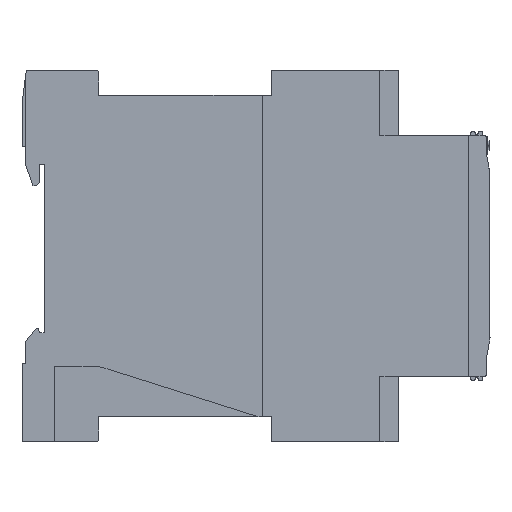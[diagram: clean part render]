
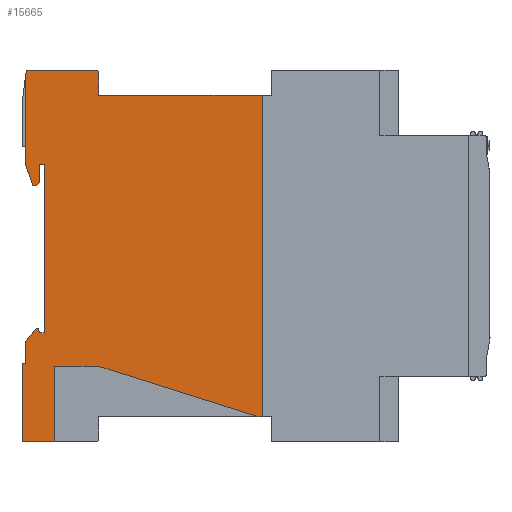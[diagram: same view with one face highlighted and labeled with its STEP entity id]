
A CAD part, left-side view. The second image highlights one B-rep face of the part: STEP entity #15665.
In plain terms, the highlighted planar face has unit normal (-1, 0, 0).
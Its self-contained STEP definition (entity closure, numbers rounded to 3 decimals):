
#7809=EDGE_CURVE('',#7923,#12237,#22848,.T.);
#7923=VERTEX_POINT('',#22971);
#8021=EDGE_CURVE('',#18253,#16033,#23077,.T.);
#8217=EDGE_CURVE('',#21985,#13291,#23289,.T.);
#8249=EDGE_CURVE('',#13955,#19113,#23324,.T.);
#8437=VERTEX_POINT('',#23523);
#8821=EDGE_CURVE('',#9865,#10965,#23954,.T.);
#9193=EDGE_CURVE('',#13499,#9865,#24352,.T.);
#9659=EDGE_CURVE('',#11083,#21037,#24894,.T.);
#9865=VERTEX_POINT('',#25117);
#10443=VERTEX_POINT('',#25747);
#10667=EDGE_CURVE('',#16033,#12237,#25986,.T.);
#10823=EDGE_CURVE('',#10965,#19847,#26158,.T.);
#10965=VERTEX_POINT('',#26315);
#11083=VERTEX_POINT('',#26449);
#11129=VERTEX_POINT('',#26499);
#11185=VERTEX_POINT('',#26557);
#11395=EDGE_CURVE('',#14275,#7923,#26783,.T.);
#11659=VERTEX_POINT('',#27071);
#11891=EDGE_CURVE('',#15917,#12055,#27326,.T.);
#11949=VERTEX_POINT('',#27390);
#11967=EDGE_CURVE('',#21985,#10443,#27409,.T.);
#11971=EDGE_CURVE('',#22181,#19075,#27413,.T.);
#12055=VERTEX_POINT('',#27505);
#12237=VERTEX_POINT('',#27706);
#12529=VERTEX_POINT('',#28029);
#12607=EDGE_CURVE('',#13291,#11083,#28113,.T.);
#13123=EDGE_CURVE('',#14141,#13955,#28674,.T.);
#13291=VERTEX_POINT('',#28857);
#13341=EDGE_CURVE('',#10443,#12529,#28910,.T.);
#13499=VERTEX_POINT('',#29077);
#13955=VERTEX_POINT('',#29584);
#13997=EDGE_CURVE('',#11129,#20985,#29629,.T.);
#14141=VERTEX_POINT('',#29789);
#14275=VERTEX_POINT('',#29933);
#14747=EDGE_CURVE('',#16771,#11185,#30454,.T.);
#15061=EDGE_CURVE('',#20985,#16771,#30800,.T.);
#15665=ADVANCED_FACE('',(#31452),#31453,.F.);
#15871=VERTEX_POINT('',#31673);
#15917=VERTEX_POINT('',#31724);
#16033=VERTEX_POINT('',#31857);
#16309=EDGE_CURVE('',#15917,#11949,#32157,.T.);
#16771=VERTEX_POINT('',#32655);
#17085=EDGE_CURVE('',#12529,#8437,#33001,.T.);
#17305=EDGE_CURVE('',#21037,#11659,#33244,.T.);
#17461=EDGE_CURVE('',#19361,#12055,#33419,.T.);
#18253=VERTEX_POINT('',#34290);
#19075=VERTEX_POINT('',#35184);
#19113=VERTEX_POINT('',#35228);
#19123=EDGE_CURVE('',#11185,#22181,#35238,.T.);
#19361=VERTEX_POINT('',#35502);
#19415=EDGE_CURVE('',#19113,#11129,#35558,.T.);
#19677=EDGE_CURVE('',#11659,#14141,#35840,.T.);
#19739=EDGE_CURVE('',#19847,#18253,#35909,.T.);
#19765=EDGE_CURVE('',#19075,#19361,#35935,.T.);
#19847=VERTEX_POINT('',#36028);
#20985=VERTEX_POINT('',#37270);
#21031=EDGE_CURVE('',#11949,#13499,#37325,.T.);
#21037=VERTEX_POINT('',#37331);
#21985=VERTEX_POINT('',#38352);
#22181=VERTEX_POINT('',#38571);
#22191=EDGE_CURVE('',#15871,#14275,#38582,.T.);
#22421=EDGE_CURVE('',#8437,#15871,#38841,.T.);
#22848=CIRCLE('',#39394,0.2);
#22971=CARTESIAN_POINT('',(-22.5,-53.871,-36.191));
#23077=LINE('',#39788,#39789);
#23289=LINE('',#40080,#40081);
#23324=LINE('',#40131,#40132);
#23523=CARTESIAN_POINT('',(-22.5,-7.7,-24.7));
#23954=LINE('',#41056,#41057);
#24352=CIRCLE('',#41777,0.6);
#24894=LINE('',#42606,#42607);
#25117=CARTESIAN_POINT('',(-22.5,-17.5,42.4));
#25747=CARTESIAN_POINT('',(-22.5,-7.5,-41.4));
#25986=LINE('',#44250,#44251);
#26158=CIRCLE('',#44533,0.2);
#26315=CARTESIAN_POINT('',(-22.5,-17.5,37.4));
#26449=CARTESIAN_POINT('',(-22.5,0.0,-24.05));
#26499=CARTESIAN_POINT('',(-22.5,-5.1,-17.05));
#26557=CARTESIAN_POINT('',(-22.5,-3.9,20.95));
#26783=LINE('',#45464,#45465);
#27071=CARTESIAN_POINT('',(-22.5,-0.8,-19.05));
#27326=LINE('',#46212,#46213);
#27390=CARTESIAN_POINT('',(-22.5,-1.,43.0));
#27409=CIRCLE('',#46322,0.6);
#27413=LINE('',#46329,#46330);
#27505=CARTESIAN_POINT('',(-22.5,-0.8,21.45));
#27706=CARTESIAN_POINT('',(-22.5,-53.931,-36.2));
#28029=CARTESIAN_POINT('',(-22.5,-7.5,-24.9));
#28113=LINE('',#47432,#47433);
#28674=LINE('',#48318,#48319);
#28857=CARTESIAN_POINT('',(-22.5,0.0,-42.0));
#28910=LINE('',#48648,#48649);
#29077=CARTESIAN_POINT('',(-22.5,-16.9,43.0));
#29584=CARTESIAN_POINT('',(-22.5,-3.732,-16.05));
#29629=LINE('',#49738,#49739);
#29789=CARTESIAN_POINT('',(-22.5,-3.232,-16.05));
#29933=CARTESIAN_POINT('',(-22.5,-17.588,-24.728));
#30454=CIRCLE('',#50986,0.5);
#30800=LINE('',#51488,#51489);
#31452=FACE_OUTER_BOUND('',#52498,.T.);
#31453=PLANE('',#52499);
#31673=CARTESIAN_POINT('',(-22.5,-17.407,-24.7));
#31724=CARTESIAN_POINT('',(-22.5,-0.8,41.481));
#31857=CARTESIAN_POINT('',(-22.5,-54.9,-36.2));
#32157=LINE('',#53482,#53483);
#32655=CARTESIAN_POINT('',(-22.5,-4.4,21.45));
#33001=CIRCLE('',#54735,0.2);
#33244=LINE('',#55099,#55100);
#33419=LINE('',#55347,#55348);
#34290=CARTESIAN_POINT('',(-22.5,-54.9,37.2));
#35184=CARTESIAN_POINT('',(-22.5,-3.4,16.55));
#35228=CARTESIAN_POINT('',(-22.5,-4.0,-17.05));
#35238=LINE('',#57993,#57994);
#35502=CARTESIAN_POINT('',(-22.5,-2.5,16.55));
#35558=LINE('',#58434,#58435);
#35840=LINE('',#58871,#58872);
#35909=LINE('',#58970,#58971);
#35935=LINE('',#59014,#59015);
#36028=CARTESIAN_POINT('',(-22.5,-17.7,37.2));
#37270=CARTESIAN_POINT('',(-22.5,-5.1,21.45));
#37325=LINE('',#61051,#61052);
#37331=CARTESIAN_POINT('',(-22.5,-0.8,-24.05));
#38352=CARTESIAN_POINT('',(-22.5,-6.9,-42.0));
#38571=CARTESIAN_POINT('',(-22.5,-3.9,17.264));
#38582=CIRCLE('',#62935,0.6);
#38841=LINE('',#63307,#63308);
#39394=AXIS2_PLACEMENT_3D('',#63743,#63744,#63745);
#39788=CARTESIAN_POINT('',(-22.5,-54.9,37.2));
#39789=VECTOR('',#63951,1.0);
#40080=CARTESIAN_POINT('',(-22.5,-16.9,-42.0));
#40081=VECTOR('',#64184,1.0);
#40131=CARTESIAN_POINT('',(-22.5,-3.732,-16.05));
#40132=VECTOR('',#64223,1.);
#41056=CARTESIAN_POINT('',(-22.5,-17.5,42.4));
#41057=VECTOR('',#64944,1.0);
#41777=AXIS2_PLACEMENT_3D('',#65285,#65286,#65287);
#42606=CARTESIAN_POINT('',(-22.5,0.0,-24.05));
#42607=VECTOR('',#66112,1.0);
#44250=CARTESIAN_POINT('',(-22.5,-54.9,-36.2));
#44251=VECTOR('',#67173,1.0);
#44533=AXIS2_PLACEMENT_3D('',#67373,#67374,#67375);
#45464=CARTESIAN_POINT('',(-22.5,-35.555,-30.404));
#45465=VECTOR('',#68131,1.0);
#46212=CARTESIAN_POINT('',(-22.5,-0.8,5.168));
#46213=VECTOR('',#68680,1.0);
#46322=AXIS2_PLACEMENT_3D('',#68759,#68760,#68761);
#46329=CARTESIAN_POINT('',(-22.5,-3.9,17.264));
#46330=VECTOR('',#68763,1.0);
#47432=CARTESIAN_POINT('',(-22.5,0.0,-42.0));
#47433=VECTOR('',#69569,1.0);
#48318=CARTESIAN_POINT('',(-22.5,-3.232,-16.05));
#48319=VECTOR('',#70184,1.0);
#48648=CARTESIAN_POINT('',(-22.5,-7.5,-12.02));
#48649=VECTOR('',#70423,1.0);
#49738=CARTESIAN_POINT('',(-22.5,-5.1,-17.05));
#49739=VECTOR('',#71226,1.0);
#50986=AXIS2_PLACEMENT_3D('',#72226,#72227,#72228);
#51488=CARTESIAN_POINT('',(-22.5,-5.1,21.45));
#51489=VECTOR('',#72671,1.0);
#52498=EDGE_LOOP('',(#73274,#73275,#73276,#73277,#73278,#73279,#73280,#73281,#73282,#73283,#73284,#73285,#73286,#73287,#73288,#73289,#73290,#73291,#73292,#73293,#73294,#73295,#73296,#73297,#73298,#73299,#73300,#73301,#73302,#73303,#73304));
#52499=AXIS2_PLACEMENT_3D('',#73305,#73306,#73307);
#53482=CARTESIAN_POINT('',(-22.5,0.,35.404));
#53483=VECTOR('',#74050,1.0);
#54735=AXIS2_PLACEMENT_3D('',#74891,#74892,#74893);
#55099=CARTESIAN_POINT('',(-22.5,-0.8,-24.05));
#55100=VECTOR('',#75143,1.0);
#55347=CARTESIAN_POINT('',(-22.5,-2.5,16.55));
#55348=VECTOR('',#75395,1.);
#57993=CARTESIAN_POINT('',(-22.5,-3.9,20.95));
#57994=VECTOR('',#77382,1.0);
#58434=CARTESIAN_POINT('',(-22.5,-4.0,-17.05));
#58435=VECTOR('',#77735,1.0);
#58871=CARTESIAN_POINT('',(-22.5,-0.8,-19.05));
#58872=VECTOR('',#78016,1.0);
#58970=CARTESIAN_POINT('',(-22.5,-17.7,37.2));
#58971=VECTOR('',#78096,1.0);
#59014=CARTESIAN_POINT('',(-22.5,-3.4,16.55));
#59015=VECTOR('',#78110,1.0);
#61051=CARTESIAN_POINT('',(-22.5,-1.0,43.0));
#61052=VECTOR('',#79689,1.0);
#62935=AXIS2_PLACEMENT_3D('',#80917,#80918,#80919);
#63307=CARTESIAN_POINT('',(-22.5,-21.348,-24.7));
#63308=VECTOR('',#81236,1.0);
#63743=CARTESIAN_POINT('',(-22.5,-53.931,-36.));
#63744=DIRECTION('',(-1.0,0.0,-0.0));
#63745=DIRECTION('',(0.0,0.301,-0.954));
#63951=DIRECTION('',(0.0,0.0,-1.0));
#64184=DIRECTION('',(0.0,1.0,0.0));
#64223=DIRECTION('',(0.0,-0.259,-0.966));
#64944=DIRECTION('',(0.0,0.0,-1.0));
#65285=CARTESIAN_POINT('',(-22.5,-16.9,42.4));
#65286=DIRECTION('',(1.0,0.0,-0.0));
#65287=DIRECTION('',(0.0,0.,1.0));
#66112=DIRECTION('',(0.0,-1.0,0.0));
#67173=DIRECTION('',(0.0,1.0,0.0));
#67373=CARTESIAN_POINT('',(-22.5,-17.7,37.4));
#67374=DIRECTION('',(-1.0,-0.0,0.0));
#67375=DIRECTION('',(0.0,0.,-1.));
#68131=DIRECTION('',(0.0,-0.954,-0.301));
#68680=DIRECTION('',(0.0,0.0,-1.0));
#68759=CARTESIAN_POINT('',(-22.5,-6.9,-41.4));
#68760=DIRECTION('',(-1.0,0.0,-0.0));
#68761=DIRECTION('',(0.0,0.,-1.0));
#68763=DIRECTION('',(0.0,0.573,-0.819));
#69569=DIRECTION('',(0.0,0.0,1.0));
#70184=DIRECTION('',(0.0,-1.0,0.0));
#70423=DIRECTION('',(0.0,0.0,1.0));
#71226=DIRECTION('',(0.0,0.0,1.0));
#72226=CARTESIAN_POINT('',(-22.5,-4.4,20.95));
#72227=DIRECTION('',(-1.0,0.0,0.0));
#72228=DIRECTION('',(0.0,1.0,0.));
#72671=DIRECTION('',(0.0,1.0,0.0));
#73274=ORIENTED_EDGE('',*,*,#11967,.T.);
#73275=ORIENTED_EDGE('',*,*,#13341,.T.);
#73276=ORIENTED_EDGE('',*,*,#17085,.T.);
#73277=ORIENTED_EDGE('',*,*,#22421,.T.);
#73278=ORIENTED_EDGE('',*,*,#22191,.T.);
#73279=ORIENTED_EDGE('',*,*,#11395,.T.);
#73280=ORIENTED_EDGE('',*,*,#7809,.T.);
#73281=ORIENTED_EDGE('',*,*,#10667,.F.);
#73282=ORIENTED_EDGE('',*,*,#8021,.F.);
#73283=ORIENTED_EDGE('',*,*,#19739,.F.);
#73284=ORIENTED_EDGE('',*,*,#10823,.F.);
#73285=ORIENTED_EDGE('',*,*,#8821,.F.);
#73286=ORIENTED_EDGE('',*,*,#9193,.F.);
#73287=ORIENTED_EDGE('',*,*,#21031,.F.);
#73288=ORIENTED_EDGE('',*,*,#16309,.F.);
#73289=ORIENTED_EDGE('',*,*,#11891,.T.);
#73290=ORIENTED_EDGE('',*,*,#17461,.F.);
#73291=ORIENTED_EDGE('',*,*,#19765,.F.);
#73292=ORIENTED_EDGE('',*,*,#11971,.F.);
#73293=ORIENTED_EDGE('',*,*,#19123,.F.);
#73294=ORIENTED_EDGE('',*,*,#14747,.F.);
#73295=ORIENTED_EDGE('',*,*,#15061,.F.);
#73296=ORIENTED_EDGE('',*,*,#13997,.F.);
#73297=ORIENTED_EDGE('',*,*,#19415,.F.);
#73298=ORIENTED_EDGE('',*,*,#8249,.F.);
#73299=ORIENTED_EDGE('',*,*,#13123,.F.);
#73300=ORIENTED_EDGE('',*,*,#19677,.F.);
#73301=ORIENTED_EDGE('',*,*,#17305,.F.);
#73302=ORIENTED_EDGE('',*,*,#9659,.F.);
#73303=ORIENTED_EDGE('',*,*,#12607,.F.);
#73304=ORIENTED_EDGE('',*,*,#8217,.F.);
#73305=CARTESIAN_POINT('',(-22.5,-25.29,0.86));
#73306=DIRECTION('',(1.0,0.0,0.0));
#73307=DIRECTION('',(0.0,1.0,0.0));
#74050=DIRECTION('',(0.0,-0.131,0.991));
#74891=CARTESIAN_POINT('',(-22.5,-7.7,-24.9));
#74892=DIRECTION('',(1.0,0.0,0.0));
#74893=DIRECTION('',(-0.0,0.,1.));
#75143=DIRECTION('',(0.0,0.0,1.0));
#75395=DIRECTION('',(0.0,0.328,0.945));
#77382=DIRECTION('',(0.0,0.0,-1.0));
#77735=DIRECTION('',(0.0,-1.0,0.0));
#78016=DIRECTION('',(0.0,-0.63,0.777));
#78096=DIRECTION('',(0.0,-1.0,0.0));
#78110=DIRECTION('',(0.0,1.0,0.0));
#79689=DIRECTION('',(0.0,-1.0,0.0));
#80917=CARTESIAN_POINT('',(-22.5,-17.407,-25.3));
#80918=DIRECTION('',(1.0,0.0,0.0));
#80919=DIRECTION('',(-0.0,-0.301,0.954));
#81236=DIRECTION('',(0.0,-1.0,0.0));
